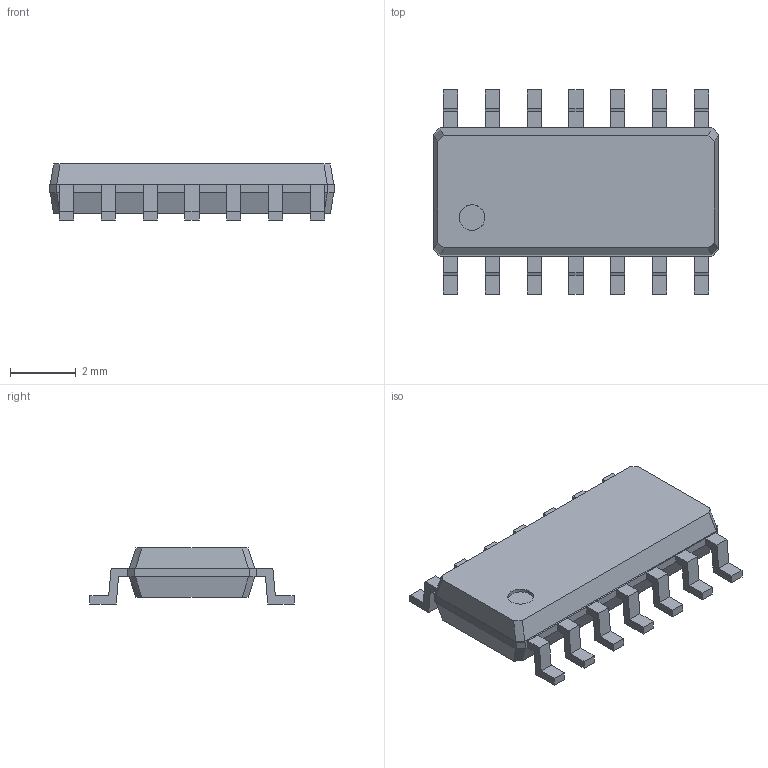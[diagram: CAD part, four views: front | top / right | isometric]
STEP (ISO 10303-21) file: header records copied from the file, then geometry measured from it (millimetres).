
FILE_DESCRIPTION(('FreeCAD Model'),'2;1');
FILE_NAME('Open CASCADE Shape Model','2025-01-20T13:48:11',(''),(''), 'Open CASCADE STEP processor 7.8','FreeCAD','Unknown');
FILE_SCHEMA(('AUTOMOTIVE_DESIGN { 1 0 10303 214 1 1 1 1 }'));
Length unit declared in the file: millimetre
Products named in the file (4): soic14; difference; Group; Group001
Assembly tree (3 placements, depth 2):
  soic14
    difference
    Group
    Group001
Bounding box: 8.65 x 6.2 x 1.7 mm (x, y, z)
Volume: 49.5 mm3; surface area: 135.4 mm2
Topology: 15 solids, 15 shells, 170 faces, 412 edges, 275 vertices
Faces by surface type: plane 159, bspline 10, cylinder 1
Full cylindrical faces by diameter (mm): 0.78 x1
Entity records: 5079 total; most frequent: CARTESIAN_POINT 1005, ORIENTED_EDGE 824, DIRECTION 699, EDGE_CURVE 412, LINE 369, VECTOR 369, VERTEX_POINT 275, FACE_BOUND 173
